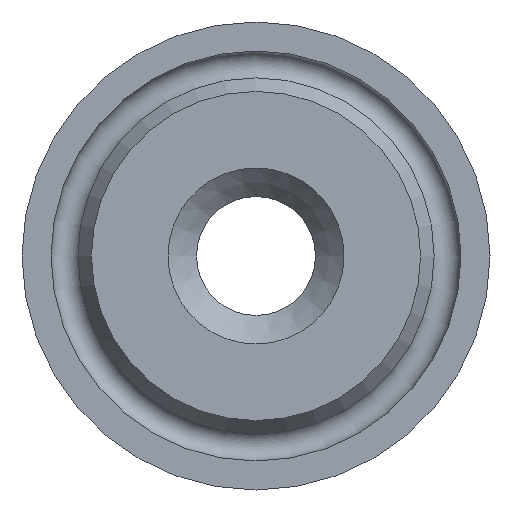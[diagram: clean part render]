
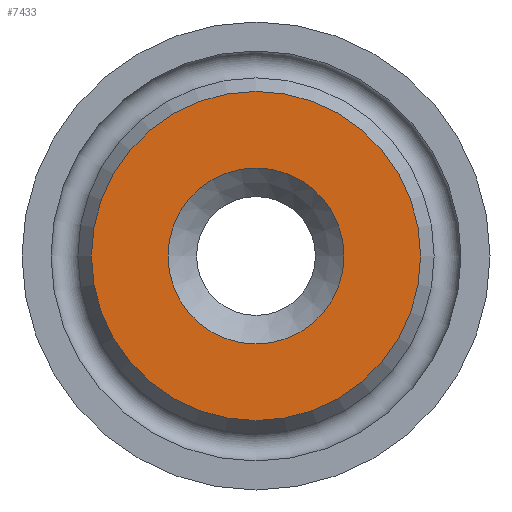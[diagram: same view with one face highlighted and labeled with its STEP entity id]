
A CAD part, left-side view. The second image highlights one B-rep face of the part: STEP entity #7433.
In plain terms, the highlighted planar face has unit normal (-1, 0, 0).
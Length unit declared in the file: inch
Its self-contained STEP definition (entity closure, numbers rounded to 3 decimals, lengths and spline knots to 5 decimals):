
#104=FACE_BOUND('',#1336,.T.);
#105=FACE_BOUND('',#1337,.T.);
#285=PLANE('',#7850);
#1336=EDGE_LOOP('',(#6942));
#1337=EDGE_LOOP('',(#6943));
#2546=CIRCLE('',#7842,0.185);
#2550=CIRCLE('',#7851,0.34605);
#3660=VERTEX_POINT('',#16192);
#3664=VERTEX_POINT('',#16205);
#4756=EDGE_CURVE('',#3660,#3660,#2546,.T.);
#4760=EDGE_CURVE('',#3664,#3664,#2550,.T.);
#6942=ORIENTED_EDGE('',*,*,#4756,.T.);
#6943=ORIENTED_EDGE('',*,*,#4760,.F.);
#7433=ADVANCED_FACE('',(#104,#105),#285,.T.);
#7842=AXIS2_PLACEMENT_3D('',#16193,#9184,#9185);
#7850=AXIS2_PLACEMENT_3D('',#16204,#9200,#9201);
#7851=AXIS2_PLACEMENT_3D('',#16206,#9202,#9203);
#9184=DIRECTION('center_axis',(1.,0.,0.));
#9185=DIRECTION('ref_axis',(0.,-1.,0.));
#9200=DIRECTION('center_axis',(-1.,0.,0.));
#9201=DIRECTION('ref_axis',(0.,0.,1.));
#9202=DIRECTION('center_axis',(1.,0.,0.));
#9203=DIRECTION('ref_axis',(0.,1.,0.));
#16192=CARTESIAN_POINT('',(0.031,-0.185,0.));
#16193=CARTESIAN_POINT('Origin',(0.031,0.,0.));
#16204=CARTESIAN_POINT('Origin',(0.031,0.17303,0.));
#16205=CARTESIAN_POINT('',(0.031,0.34605,0.));
#16206=CARTESIAN_POINT('Origin',(0.031,0.,0.));
